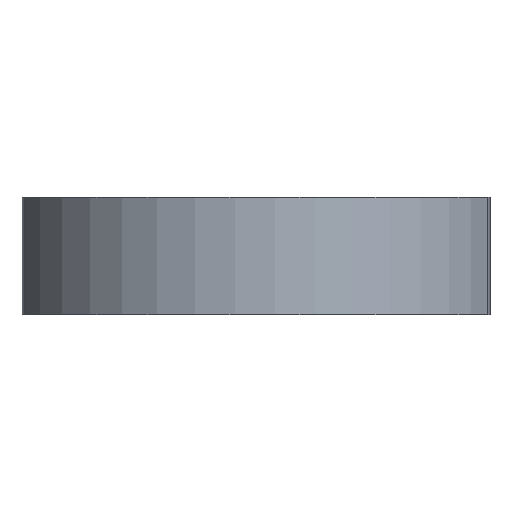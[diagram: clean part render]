
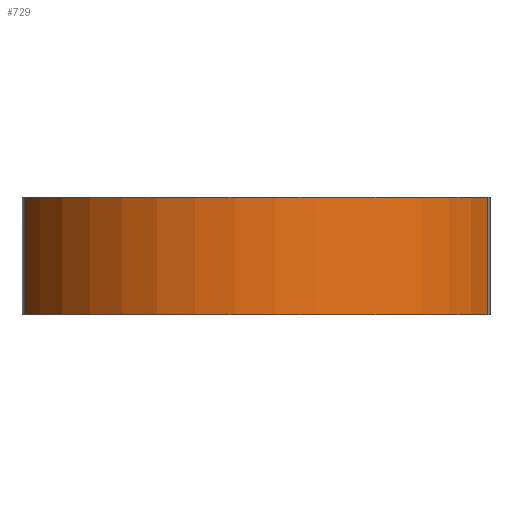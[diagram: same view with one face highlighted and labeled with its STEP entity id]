
A CAD part, left-side view. The second image highlights one B-rep face of the part: STEP entity #729.
In plain terms, the highlighted cylindrical face has radius 12.5 mm (diameter 25 mm), a partial arc.
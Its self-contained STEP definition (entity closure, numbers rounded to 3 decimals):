
#64=FACE_OUTER_BOUND('',#102,.T.);
#102=EDGE_LOOP('',(#592,#593,#594,#595));
#166=LINE('',#1258,#228);
#167=LINE('',#1264,#229);
#228=VECTOR('',#1033,6.);
#229=VECTOR('',#1040,6.);
#272=CIRCLE('',#812,12.5);
#273=CIRCLE('',#813,12.5);
#344=VERTEX_POINT('',#1254);
#345=VERTEX_POINT('',#1256);
#346=VERTEX_POINT('',#1260);
#347=VERTEX_POINT('',#1262);
#450=EDGE_CURVE('',#344,#345,#166,.T.);
#451=EDGE_CURVE('',#346,#344,#272,.T.);
#452=EDGE_CURVE('',#347,#345,#273,.T.);
#453=EDGE_CURVE('',#346,#347,#167,.T.);
#592=ORIENTED_EDGE('',*,*,#451,.T.);
#593=ORIENTED_EDGE('',*,*,#450,.T.);
#594=ORIENTED_EDGE('',*,*,#452,.F.);
#595=ORIENTED_EDGE('',*,*,#453,.F.);
#693=CYLINDRICAL_SURFACE('',#811,12.5);
#729=ADVANCED_FACE('',(#64),#693,.T.);
#811=AXIS2_PLACEMENT_3D('',#1259,#1034,#1035);
#812=AXIS2_PLACEMENT_3D('',#1261,#1036,#1037);
#813=AXIS2_PLACEMENT_3D('',#1263,#1038,#1039);
#1033=DIRECTION('',(0.,0.,1.));
#1034=DIRECTION('center_axis',(0.,0.,1.));
#1035=DIRECTION('ref_axis',(-0.326,0.945,0.));
#1036=DIRECTION('center_axis',(0.,0.,1.));
#1037=DIRECTION('ref_axis',(-0.326,0.945,0.));
#1038=DIRECTION('center_axis',(0.,0.,1.));
#1039=DIRECTION('ref_axis',(-0.326,0.945,0.));
#1040=DIRECTION('',(0.,0.,1.));
#1254=CARTESIAN_POINT('',(-4.167,-11.785,0.));
#1256=CARTESIAN_POINT('',(-4.167,-11.785,6.));
#1258=CARTESIAN_POINT('',(-4.167,-11.785,0.));
#1259=CARTESIAN_POINT('Origin',(0.,0.,0.));
#1260=CARTESIAN_POINT('',(-4.073,11.818,0.));
#1261=CARTESIAN_POINT('Origin',(0.,0.,0.));
#1262=CARTESIAN_POINT('',(-4.073,11.818,6.));
#1263=CARTESIAN_POINT('Origin',(0.,0.,6.));
#1264=CARTESIAN_POINT('',(-4.073,11.818,0.));
